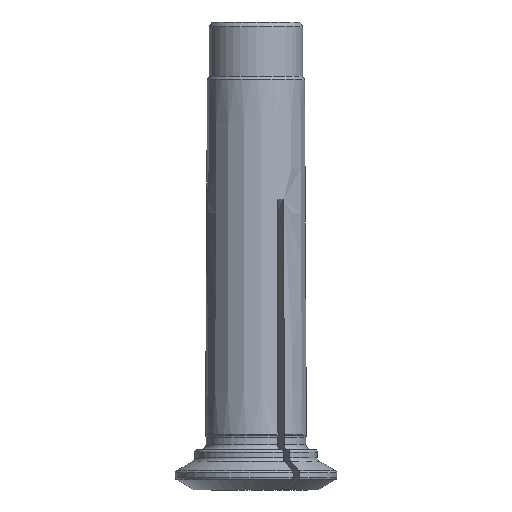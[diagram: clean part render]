
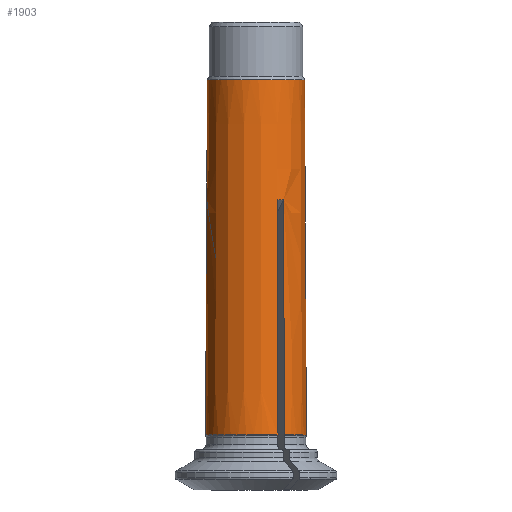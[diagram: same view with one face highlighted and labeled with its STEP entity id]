
A CAD part, front view. The second image highlights one B-rep face of the part: STEP entity #1903.
In plain terms, the highlighted conical face has half-angle 0.286 degrees and reference radius 3.002 mm.
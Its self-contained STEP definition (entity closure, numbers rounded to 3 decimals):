
#20=ELLIPSE('',#2015,4.345,3.072);
#21=ELLIPSE('',#2017,4.345,3.072);
#22=ELLIPSE('',#2019,4.345,3.072);
#30=CONICAL_SURFACE('',#2013,3.002,0.005);
#76=LINE('',#2687,#148);
#77=LINE('',#2692,#149);
#78=LINE('',#2696,#150);
#79=LINE('',#2700,#151);
#80=LINE('',#2704,#152);
#81=LINE('',#2708,#153);
#148=VECTOR('',#2241,1000.);
#149=VECTOR('',#2244,1000.);
#150=VECTOR('',#2247,1000.);
#151=VECTOR('',#2250,1000.);
#152=VECTOR('',#2253,1000.);
#153=VECTOR('',#2256,1000.);
#325=ORIENTED_EDGE('',*,*,#725,.F.);
#326=ORIENTED_EDGE('',*,*,#747,.F.);
#327=ORIENTED_EDGE('',*,*,#748,.F.);
#328=ORIENTED_EDGE('',*,*,#749,.T.);
#329=ORIENTED_EDGE('',*,*,#750,.F.);
#330=ORIENTED_EDGE('',*,*,#751,.F.);
#331=ORIENTED_EDGE('',*,*,#752,.F.);
#332=ORIENTED_EDGE('',*,*,#753,.T.);
#333=ORIENTED_EDGE('',*,*,#754,.F.);
#334=ORIENTED_EDGE('',*,*,#755,.F.);
#335=ORIENTED_EDGE('',*,*,#756,.F.);
#336=ORIENTED_EDGE('',*,*,#757,.T.);
#337=ORIENTED_EDGE('',*,*,#758,.F.);
#725=EDGE_CURVE('',#937,#937,#1069,.T.);
#747=EDGE_CURVE('',#956,#957,#76,.T.);
#748=EDGE_CURVE('',#958,#956,#1087,.T.);
#749=EDGE_CURVE('',#958,#959,#77,.T.);
#750=EDGE_CURVE('',#960,#959,#20,.T.);
#751=EDGE_CURVE('',#961,#960,#78,.T.);
#752=EDGE_CURVE('',#962,#961,#1088,.T.);
#753=EDGE_CURVE('',#962,#963,#79,.T.);
#754=EDGE_CURVE('',#964,#963,#21,.T.);
#755=EDGE_CURVE('',#965,#964,#80,.T.);
#756=EDGE_CURVE('',#966,#965,#1089,.T.);
#757=EDGE_CURVE('',#966,#967,#81,.T.);
#758=EDGE_CURVE('',#957,#967,#22,.T.);
#937=VERTEX_POINT('',#2635);
#956=VERTEX_POINT('',#2688);
#957=VERTEX_POINT('',#2689);
#958=VERTEX_POINT('',#2691);
#959=VERTEX_POINT('',#2693);
#960=VERTEX_POINT('',#2695);
#961=VERTEX_POINT('',#2697);
#962=VERTEX_POINT('',#2699);
#963=VERTEX_POINT('',#2701);
#964=VERTEX_POINT('',#2703);
#965=VERTEX_POINT('',#2705);
#966=VERTEX_POINT('',#2707);
#967=VERTEX_POINT('',#2709);
#1069=CIRCLE('',#1990,3.02);
#1087=CIRCLE('',#2014,3.13);
#1088=CIRCLE('',#2016,3.13);
#1089=CIRCLE('',#2018,3.13);
#1163=EDGE_LOOP('',(#325));
#1164=EDGE_LOOP('',(#326,#327,#328,#329,#330,#331,#332,#333,#334,#335,#336,
#337));
#1258=FACE_BOUND('',#1163,.T.);
#1259=FACE_BOUND('',#1164,.T.);
#1903=ADVANCED_FACE('',(#1258,#1259),#30,.T.);
#1990=AXIS2_PLACEMENT_3D('',#2634,#2191,#2192);
#2013=AXIS2_PLACEMENT_3D('',#2686,#2239,#2240);
#2014=AXIS2_PLACEMENT_3D('',#2690,#2242,#2243);
#2015=AXIS2_PLACEMENT_3D('',#2694,#2245,#2246);
#2016=AXIS2_PLACEMENT_3D('',#2698,#2248,#2249);
#2017=AXIS2_PLACEMENT_3D('',#2702,#2251,#2252);
#2018=AXIS2_PLACEMENT_3D('',#2706,#2254,#2255);
#2019=AXIS2_PLACEMENT_3D('',#2710,#2257,#2258);
#2191=DIRECTION('',(0.,0.,1.));
#2192=DIRECTION('',(1.,0.,0.));
#2239=DIRECTION('',(0.,0.,-1.));
#2240=DIRECTION('',(-1.,0.,0.));
#2241=DIRECTION('',(-0.003,-0.004,1.));
#2242=DIRECTION('',(0.,0.,-1.));
#2243=DIRECTION('',(-1.,0.,0.));
#2244=DIRECTION('',(0.005,0.,1.));
#2245=DIRECTION('',(-0.707,0.,-0.707));
#2246=DIRECTION('',(0.707,0.,-0.707));
#2247=DIRECTION('',(0.005,0.,1.));
#2248=DIRECTION('',(0.,0.,-1.));
#2249=DIRECTION('',(-1.,0.,0.));
#2250=DIRECTION('',(-0.003,0.004,1.));
#2251=DIRECTION('',(0.354,-0.612,-0.707));
#2252=DIRECTION('',(-0.354,0.612,-0.707));
#2253=DIRECTION('',(-0.003,0.004,1.));
#2254=DIRECTION('',(0.,0.,-1.));
#2255=DIRECTION('',(-1.,0.,0.));
#2256=DIRECTION('',(-0.003,-0.004,1.));
#2257=DIRECTION('',(0.354,0.612,-0.707));
#2258=DIRECTION('',(-0.354,-0.612,-0.707));
#2634=CARTESIAN_POINT('',(0.,0.,25.416));
#2635=CARTESIAN_POINT('',(3.02,0.,25.416));
#2686=CARTESIAN_POINT('',(0.,0.,29.));
#2687=CARTESIAN_POINT('',(1.348,2.784,10.708));
#2688=CARTESIAN_POINT('',(1.366,2.816,3.425));
#2689=CARTESIAN_POINT('',(1.33,2.753,17.992));
#2690=CARTESIAN_POINT('',(0.,0.,3.425));
#2691=CARTESIAN_POINT('',(-3.122,0.225,3.425));
#2692=CARTESIAN_POINT('',(-3.085,0.225,10.708));
#2693=CARTESIAN_POINT('',(-3.049,0.225,17.992));
#2694=CARTESIAN_POINT('',(0.015,0.,14.928));
#2695=CARTESIAN_POINT('',(-3.049,-0.225,17.992));
#2696=CARTESIAN_POINT('',(-3.085,-0.225,10.708));
#2697=CARTESIAN_POINT('',(-3.122,-0.225,3.425));
#2698=CARTESIAN_POINT('',(0.,0.,3.425));
#2699=CARTESIAN_POINT('',(1.366,-2.816,3.425));
#2700=CARTESIAN_POINT('',(1.348,-2.784,10.708));
#2701=CARTESIAN_POINT('',(1.33,-2.753,17.992));
#2702=CARTESIAN_POINT('',(-0.008,0.013,14.928));
#2703=CARTESIAN_POINT('',(1.719,-2.528,17.992));
#2704=CARTESIAN_POINT('',(1.737,-2.559,10.708));
#2705=CARTESIAN_POINT('',(1.756,-2.591,3.425));
#2706=CARTESIAN_POINT('',(0.,0.,3.425));
#2707=CARTESIAN_POINT('',(1.756,2.591,3.425));
#2708=CARTESIAN_POINT('',(1.737,2.559,10.708));
#2709=CARTESIAN_POINT('',(1.719,2.528,17.992));
#2710=CARTESIAN_POINT('',(-0.008,-0.013,14.928));
